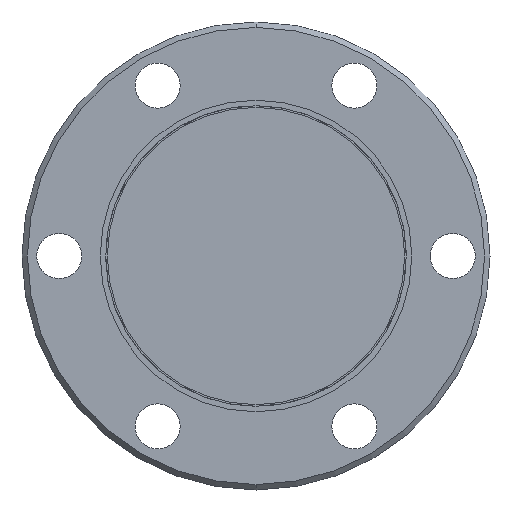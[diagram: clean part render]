
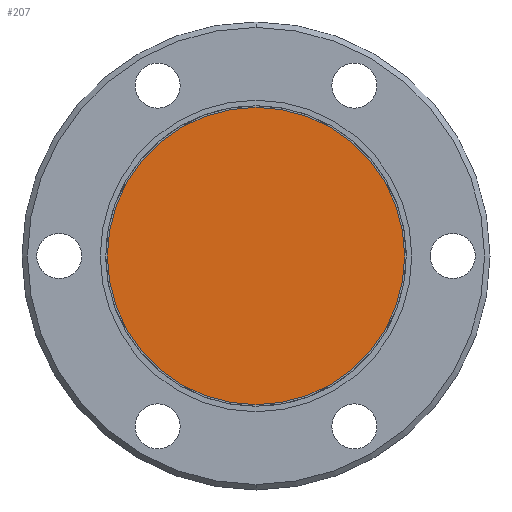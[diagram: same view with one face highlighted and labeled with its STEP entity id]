
A CAD part, front view. The second image highlights one B-rep face of the part: STEP entity #207.
In plain terms, the highlighted planar face has unit normal (0, -1, 0).
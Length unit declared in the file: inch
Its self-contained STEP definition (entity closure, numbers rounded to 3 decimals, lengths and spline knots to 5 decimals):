
#93 = DIRECTION ( 'NONE',  ( 0., 0., -1. ) ) ;
#94 = DIRECTION ( 'NONE',  ( 0., -1., 0. ) ) ;
#97 = PLANE ( 'NONE',  #693 ) ;
#107 = CARTESIAN_POINT ( 'NONE',  ( 0., 0.024, 0. ) ) ;
#207 = ADVANCED_FACE ( 'NONE', ( #1750 ), #97, .T. ) ;
#300 = ORIENTED_EDGE ( 'NONE', *, *, #542, .F. ) ;
#301 = ORIENTED_EDGE ( 'NONE', *, *, #564, .F. ) ;
#542 = EDGE_CURVE ( 'NONE', #2003, #2044, #1127, .T. ) ;
#564 = EDGE_CURVE ( 'NONE', #2044, #2003, #1094, .T. ) ;
#610 = AXIS2_PLACEMENT_3D ( 'NONE', #1673, #1671, #1670 ) ;
#625 = AXIS2_PLACEMENT_3D ( 'NONE', #937, #936, #935 ) ;
#693 = AXIS2_PLACEMENT_3D ( 'NONE', #107, #94, #93 ) ;
#935 = DIRECTION ( 'NONE',  ( 0., 0., 1. ) ) ;
#936 = DIRECTION ( 'NONE',  ( 0., 1., 0. ) ) ;
#937 = CARTESIAN_POINT ( 'NONE',  ( 0., 0.024, 0. ) ) ;
#1094 = CIRCLE ( 'NONE', #610, 0.8735 ) ;
#1127 = CIRCLE ( 'NONE', #625, 0.8735 ) ;
#1210 = CARTESIAN_POINT ( 'NONE',  ( 0., 0.024, -0.8735 ) ) ;
#1451 = CARTESIAN_POINT ( 'NONE',  ( 0., 0.024, 0.8735 ) ) ;
#1670 = DIRECTION ( 'NONE',  ( 0., 0., 1. ) ) ;
#1671 = DIRECTION ( 'NONE',  ( 0., 1., 0. ) ) ;
#1673 = CARTESIAN_POINT ( 'NONE',  ( 0., 0.024, 0. ) ) ;
#1750 = FACE_OUTER_BOUND ( 'NONE', #1874, .T. ) ;
#1874 = EDGE_LOOP ( 'NONE', ( #300, #301 ) ) ;
#2003 = VERTEX_POINT ( 'NONE', #1451 ) ;
#2044 = VERTEX_POINT ( 'NONE', #1210 ) ;
